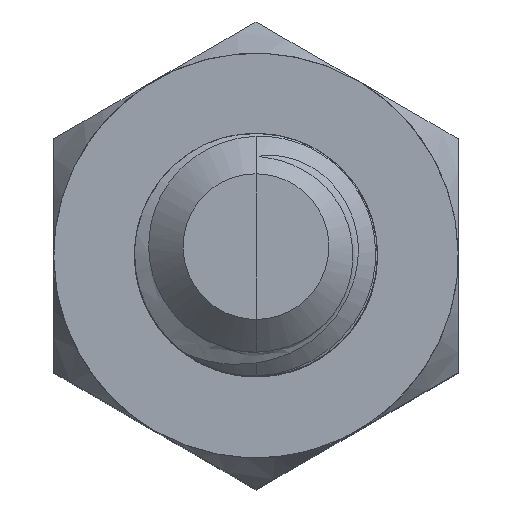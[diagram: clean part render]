
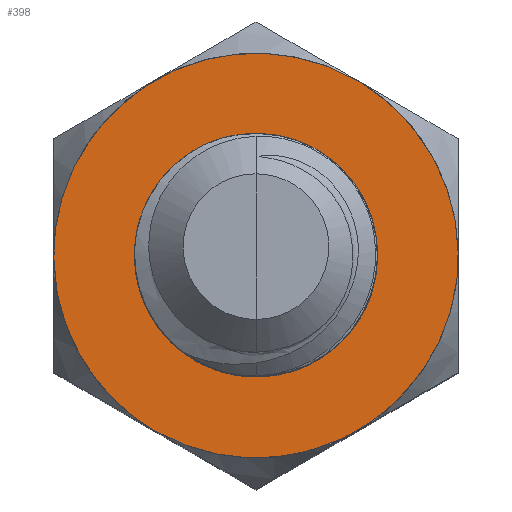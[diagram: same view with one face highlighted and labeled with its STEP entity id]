
A CAD part, top view. The second image highlights one B-rep face of the part: STEP entity #398.
In plain terms, the highlighted planar face has unit normal (0, 0, 1).
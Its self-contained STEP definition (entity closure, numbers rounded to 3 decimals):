
#398=ADVANCED_FACE('',(#436),#967,.T.);
#436=FACE_OUTER_BOUND('',#474,.T.);
#474=EDGE_LOOP('',(#513));
#513=ORIENTED_EDGE('',*,*,#686,.T.);
#686=EDGE_CURVE('',#851,#851,#819,.T.);
#819=(
BOUNDED_CURVE()
B_SPLINE_CURVE(2,(#1019,#1020,#1021,#1022,#1023,#1024,#1025,#1026,#1027,
#1028,#1029,#1030,#1031,#1032,#1033,#1034,#1035),.UNSPECIFIED.,.T.,.F.)
B_SPLINE_CURVE_WITH_KNOTS((3,2,2,2,2,2,2,2,3),(26.149,27.489,
28.828,31.416,34.003,35.343,36.682,
39.27,41.857),.UNSPECIFIED.)
CURVE()
GEOMETRIC_REPRESENTATION_ITEM()
RATIONAL_B_SPLINE_CURVE((1.,0.966,1.,0.9,0.868,
0.807,1.,0.807,0.868,0.9,
1.,0.9,0.868,0.807,1.,0.866,
1.))
REPRESENTATION_ITEM('')
);
#851=VERTEX_POINT('',#1018);
#967=PLANE('',#995);
#995=AXIS2_PLACEMENT_3D('',#1017,#1006,$);
#1006=DIRECTION('',(0.,0.,1.));
#1017=CARTESIAN_POINT('',(-2.55,-2.55,0.));
#1018=CARTESIAN_POINT('',(-1.25,-2.165,0.));
#1019=CARTESIAN_POINT('',(-1.25,-2.165,0.));
#1020=CARTESIAN_POINT('',(-0.67,-2.5,0.));
#1021=CARTESIAN_POINT('',(0.,-2.5,0.));
#1022=CARTESIAN_POINT('',(0.67,-2.5,0.));
#1023=CARTESIAN_POINT('',(1.25,-2.165,0.));
#1024=CARTESIAN_POINT('',(2.5,-1.443,0.));
#1025=CARTESIAN_POINT('',(2.5,0.,0.));
#1026=CARTESIAN_POINT('',(2.5,1.443,0.));
#1027=CARTESIAN_POINT('',(1.25,2.165,0.));
#1028=CARTESIAN_POINT('',(0.67,2.5,0.));
#1029=CARTESIAN_POINT('',(0.,2.5,0.));
#1030=CARTESIAN_POINT('',(-0.67,2.5,0.));
#1031=CARTESIAN_POINT('',(-1.25,2.165,0.));
#1032=CARTESIAN_POINT('',(-2.5,1.443,0.));
#1033=CARTESIAN_POINT('',(-2.5,0.,0.));
#1034=CARTESIAN_POINT('',(-2.5,-1.443,0.));
#1035=CARTESIAN_POINT('',(-1.25,-2.165,0.));
